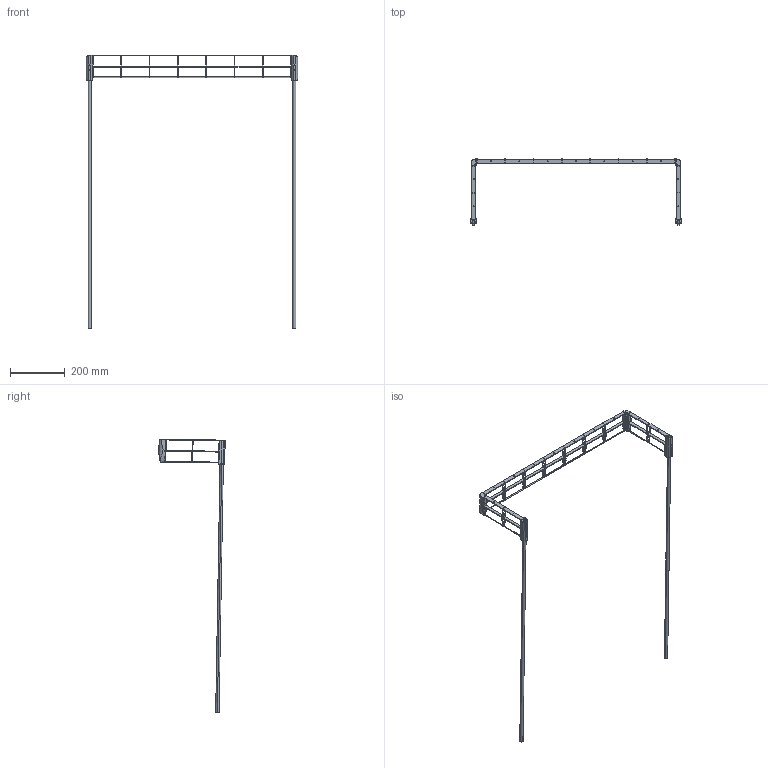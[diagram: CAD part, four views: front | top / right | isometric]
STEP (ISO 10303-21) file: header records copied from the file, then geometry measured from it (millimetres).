
FILE_DESCRIPTION (( 'STEP AP214' ), '1' );
FILE_NAME ('fulltail.STEP', '2025-06-03T09:30:22', ( '' ), ( '' ), 'SwSTEP 2.0', 'SolidWorks 2024', '' );
FILE_SCHEMA (( 'AUTOMOTIVE_DESIGN' ));
Length unit declared in the file: millimetre
Products named in the file (15): fulltail; horizstab rib; vert-horiz; vert mid spar; vert-horiz right final; horiz stab back spar; 12-10cf; full horiz stab assembly; woodendowel; fullvert; midspar; correct cb connector; vert backspar; vert woodel dowel; vertrib botSLDPRT
Assembly tree (26 placements, depth 3):
  fulltail
    full horiz stab assembly
      horiz stab back spar
      horizstab rib  x8
      woodendowel
      midspar
    fullvert  x2
      vert backspar
      horizstab rib
      vert mid spar
      vert woodel dowel
      vertrib botSLDPRT
    correct cb connector  x2
    vert-horiz
    12-10cf  x2
    vert-horiz right final
Bounding box: 774 x 242.87 x 1003.76 mm (x, y, z)
Volume: 316718.7 mm3; surface area: 301851.3 mm2
Topology: 29 solids, 29 shells, 804 faces, 2154 edges, 1410 vertices
Faces by surface type: plane 474, cylinder 204, bspline 108, sphere 10, torus 8
Entity records: 13164 total; most frequent: CARTESIAN_POINT 3948, ORIENTED_EDGE 1850, DIRECTION 1700, EDGE_CURVE 925, LINE 622, VECTOR 622, VERTEX_POINT 603, AXIS2_PLACEMENT_3D 539
